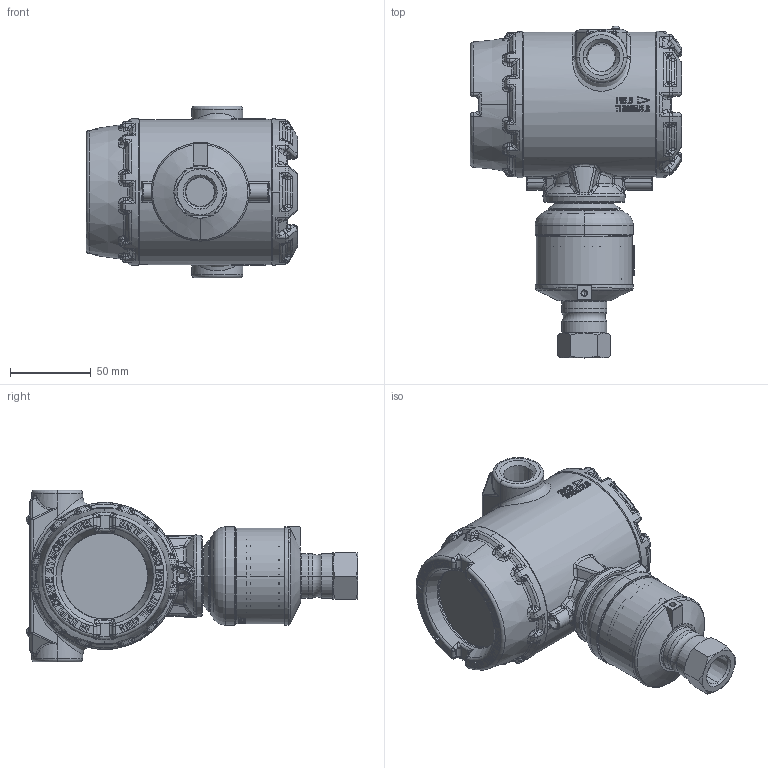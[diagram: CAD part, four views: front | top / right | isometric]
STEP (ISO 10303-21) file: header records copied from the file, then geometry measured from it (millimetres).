
FILE_DESCRIPTION((''),'2;1');
FILE_NAME('3051ST-3D_SW0002','2013-05-09T',('johnarm'),('Rosemount Measurement Division'),'PRO/ENGINEER BY PARAMETRIC TECHNOLOGY CORPORATION, 2010180','PRO/ENGINEER BY PARAMETRIC TECHNOLOGY CORPORATION, 2010180','');
FILE_SCHEMA(('CONFIG_CONTROL_DESIGN'));
Length unit declared in the file: inch
Products named in the file (1): 3051ST-3D_SW0002
Bounding box: 131.32 x 206.12 x 106.68 mm (x, y, z)
Surface area: 117727.9 mm2 (no closed solid volume)
Topology: 0 solids, 117 shells, 1692 faces, 7283 edges, 5616 vertices
Faces by surface type: bspline 600, plane 469, cylinder 206, torus 180, cone 123, sphere 84, extrusion 30
Entity records: 95367 total; most frequent: CARTESIAN_POINT 43434, ORIENTED_EDGE 10785, DIRECTION 8431, EDGE_CURVE 7277, VERTEX_POINT 5616, VECTOR 3299, LINE 3269, AXIS2_PLACEMENT_3D 2566
